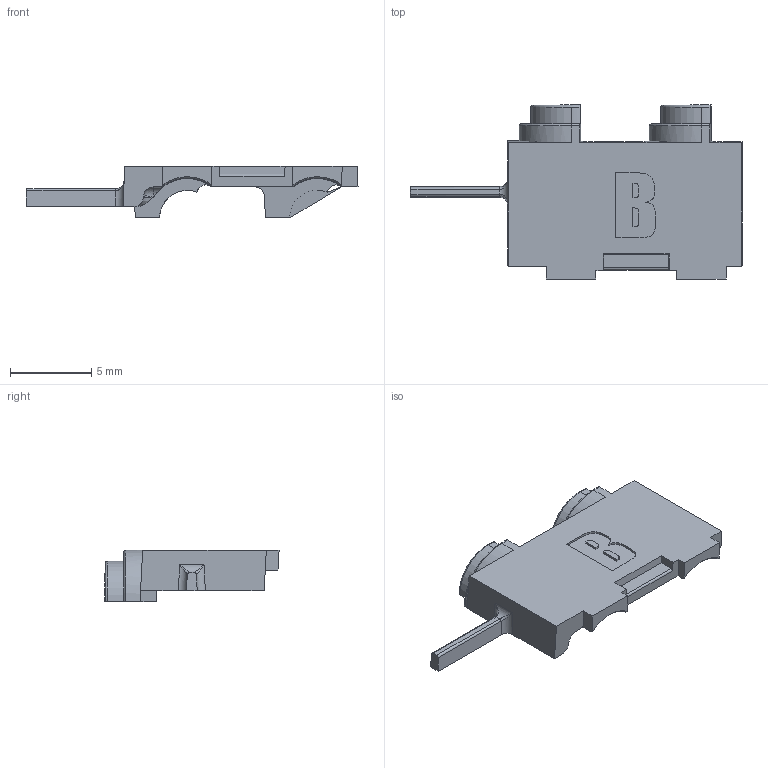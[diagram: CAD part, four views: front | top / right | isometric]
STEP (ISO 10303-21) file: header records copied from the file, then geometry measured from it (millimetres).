
FILE_DESCRIPTION (( 'STEP AP214' ), '1' );
FILE_NAME ('PowerBrickMetalSideBV4.STEP', '2017-04-04T19:56:50', ( 'Jason' ), ( '' ), 'SwSTEP 2.0', 'SolidWorks 2013', '' );
FILE_SCHEMA (( 'AUTOMOTIVE_DESIGN' ));
Length unit declared in the file: inch
Products named in the file (1): PowerBrickMetalSideBV4
Bounding box: 20.41 x 10.7 x 3.19 mm (x, y, z)
Volume: 173.3 mm3; surface area: 397.9 mm2
Topology: 1 solids, 1 shells, 107 faces, 288 edges, 184 vertices
Faces by surface type: plane 49, cylinder 27, bspline 16, torus 8, cone 6, sphere 1
Entity records: 4087 total; most frequent: CARTESIAN_POINT 1596, ORIENTED_EDGE 572, DIRECTION 434, EDGE_CURVE 286, VERTEX_POINT 184, VECTOR 162, LINE 162, AXIS2_PLACEMENT_3D 136
